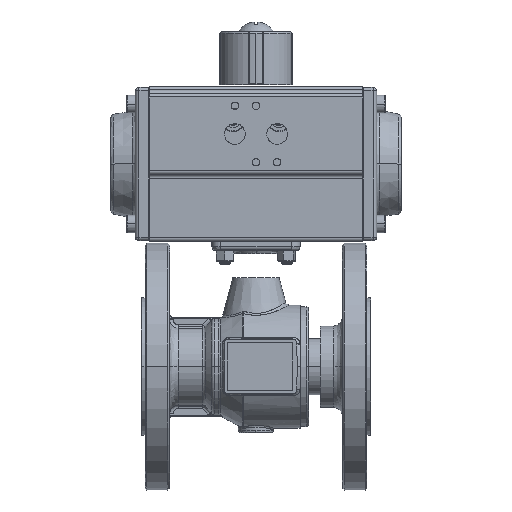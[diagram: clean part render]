
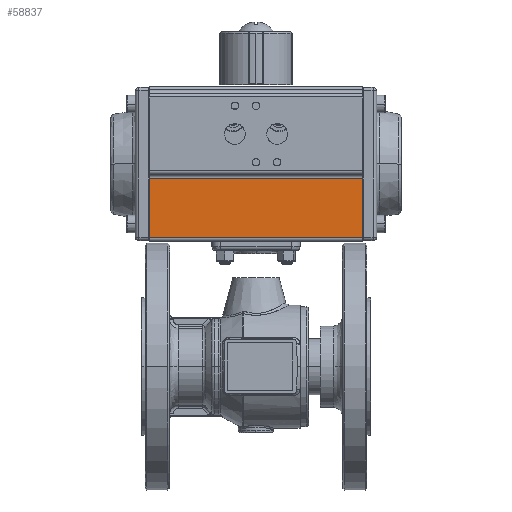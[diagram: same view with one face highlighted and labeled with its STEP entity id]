
A CAD part, top view. The second image highlights one B-rep face of the part: STEP entity #58837.
In plain terms, the highlighted planar face has unit normal (0, 0, -1).
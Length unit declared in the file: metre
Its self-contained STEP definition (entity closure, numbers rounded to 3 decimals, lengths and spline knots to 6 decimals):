
#11994 = CARTESIAN_POINT ( 'NONE',  ( 0.044754, 0.082318, 0.177 ) ) ;
#12548 = AXIS2_PLACEMENT_3D ( 'NONE', #36612, #48616, #67478 ) ;
#13916 = ORIENTED_EDGE ( 'NONE', *, *, #14082, .T. ) ;
#14082 = EDGE_CURVE ( 'NONE', #46412, #77082, #66354, .T. ) ;
#14560 = CARTESIAN_POINT ( 'NONE',  ( 0.044754, 0.048318, 0.177 ) ) ;
#16365 = VERTEX_POINT ( 'NONE', #70887 ) ;
#18258 = LINE ( 'NONE', #31214, #75855 ) ;
#20521 = VERTEX_POINT ( 'NONE', #26090 ) ;
#26090 = CARTESIAN_POINT ( 'NONE',  ( -0.076246, 0.082318, 0.177 ) ) ;
#26256 = DIRECTION ( 'NONE',  ( -1., 0., 0. ) ) ;
#28648 = FACE_OUTER_BOUND ( 'NONE', #32529, .T. ) ;
#29465 = CARTESIAN_POINT ( 'NONE',  ( 0.044754, 0.082318, 0.177 ) ) ;
#31214 = CARTESIAN_POINT ( 'NONE',  ( -0.076246, 0.082318, 0.177 ) ) ;
#32318 = LINE ( 'NONE', #51116, #53205 ) ;
#32529 = EDGE_LOOP ( 'NONE', ( #65662, #13916, #71367, #58170 ) ) ;
#32572 = EDGE_CURVE ( 'NONE', #16365, #20521, #18258, .T. ) ;
#36612 = CARTESIAN_POINT ( 'NONE',  ( -0.076246, 0.082318, 0.177 ) ) ;
#41556 = VECTOR ( 'NONE', #48139, 1. ) ;
#46412 = VERTEX_POINT ( 'NONE', #11994 ) ;
#48139 = DIRECTION ( 'NONE',  ( 1., 0., 0. ) ) ;
#48616 = DIRECTION ( 'NONE',  ( 0., 0., -1. ) ) ;
#51116 = CARTESIAN_POINT ( 'NONE',  ( -0.076246, 0.048318, 0.177 ) ) ;
#53058 = PLANE ( 'NONE',  #12548 ) ;
#53205 = VECTOR ( 'NONE', #26256, 1. ) ;
#54837 = DIRECTION ( 'NONE',  ( 0., 1., 0. ) ) ;
#58170 = ORIENTED_EDGE ( 'NONE', *, *, #32572, .T. ) ;
#58837 = ADVANCED_FACE ( 'NONE', ( #28648 ), #53058, .T. ) ;
#60209 = CARTESIAN_POINT ( 'NONE',  ( -0.076246, 0.082318, 0.177 ) ) ;
#65268 = EDGE_CURVE ( 'NONE', #20521, #46412, #79151, .T. ) ;
#65662 = ORIENTED_EDGE ( 'NONE', *, *, #65268, .T. ) ;
#66354 = LINE ( 'NONE', #29465, #72804 ) ;
#66670 = EDGE_CURVE ( 'NONE', #77082, #16365, #32318, .T. ) ;
#67478 = DIRECTION ( 'NONE',  ( 0., 1., 0. ) ) ;
#70887 = CARTESIAN_POINT ( 'NONE',  ( -0.076246, 0.048318, 0.177 ) ) ;
#71367 = ORIENTED_EDGE ( 'NONE', *, *, #66670, .T. ) ;
#72387 = DIRECTION ( 'NONE',  ( 0., -1., 0. ) ) ;
#72804 = VECTOR ( 'NONE', #72387, 1. ) ;
#75855 = VECTOR ( 'NONE', #54837, 1. ) ;
#77082 = VERTEX_POINT ( 'NONE', #14560 ) ;
#79151 = LINE ( 'NONE', #60209, #41556 ) ;
